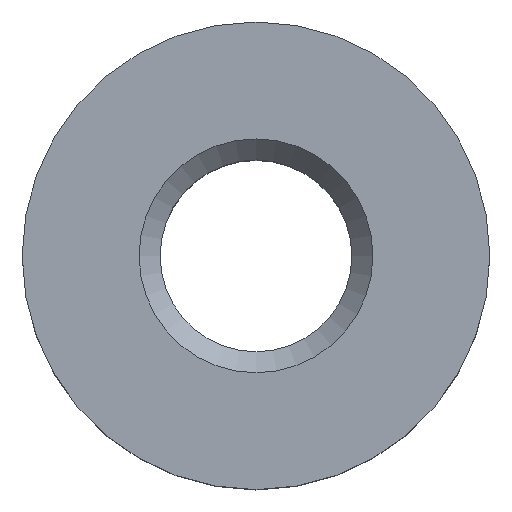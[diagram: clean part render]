
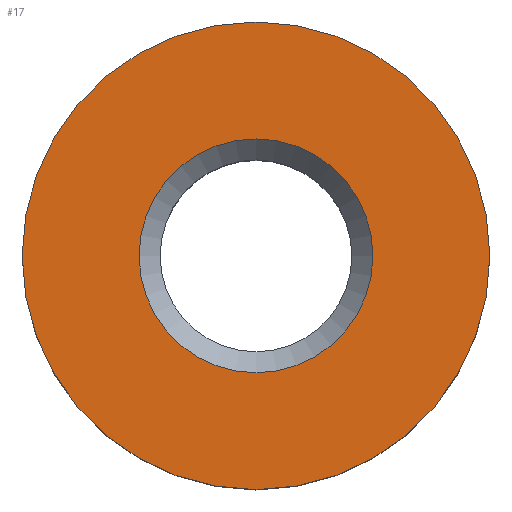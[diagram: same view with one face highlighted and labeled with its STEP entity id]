
A CAD part, top view. The second image highlights one B-rep face of the part: STEP entity #17.
In plain terms, the highlighted planar face has unit normal (0, 0, 1).
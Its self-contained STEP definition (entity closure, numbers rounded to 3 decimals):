
#13=DIRECTION('',(0.,0.,1.));
#14=DIRECTION('',(1.,0.,-0.));
#17=ADVANCED_FACE('',(#18,#27),#37,.T.);
#18=FACE_BOUND('',#19,.T.);
#19=EDGE_LOOP('',(#20));
#20=ORIENTED_EDGE('',*,*,#21,.F.);
#21=EDGE_CURVE('',#22,#22,#24,.T.);
#22=VERTEX_POINT('',#23);
#23=CARTESIAN_POINT('',(1.5,0.,2.5));
#24=CIRCLE('',#25,1.5);
#25=AXIS2_PLACEMENT_3D('',#26,#13,#14);
#26=CARTESIAN_POINT('',(0.,0.,2.5));
#27=FACE_BOUND('',#28,.T.);
#28=EDGE_LOOP('',(#29));
#29=ORIENTED_EDGE('',*,*,#30,.T.);
#30=EDGE_CURVE('',#31,#31,#33,.T.);
#31=VERTEX_POINT('',#32);
#32=CARTESIAN_POINT('',(3.,0.,2.5));
#33=CIRCLE('',#34,3.);
#34=AXIS2_PLACEMENT_3D('',#35,#13,#36);
#35=CARTESIAN_POINT('',(0.,0.,2.5));
#36=DIRECTION('',(1.,0.,0.));
#37=PLANE('',#38);
#38=AXIS2_PLACEMENT_3D('',#39,#13,#14);
#39=CARTESIAN_POINT('',(0.,0.,2.5));
